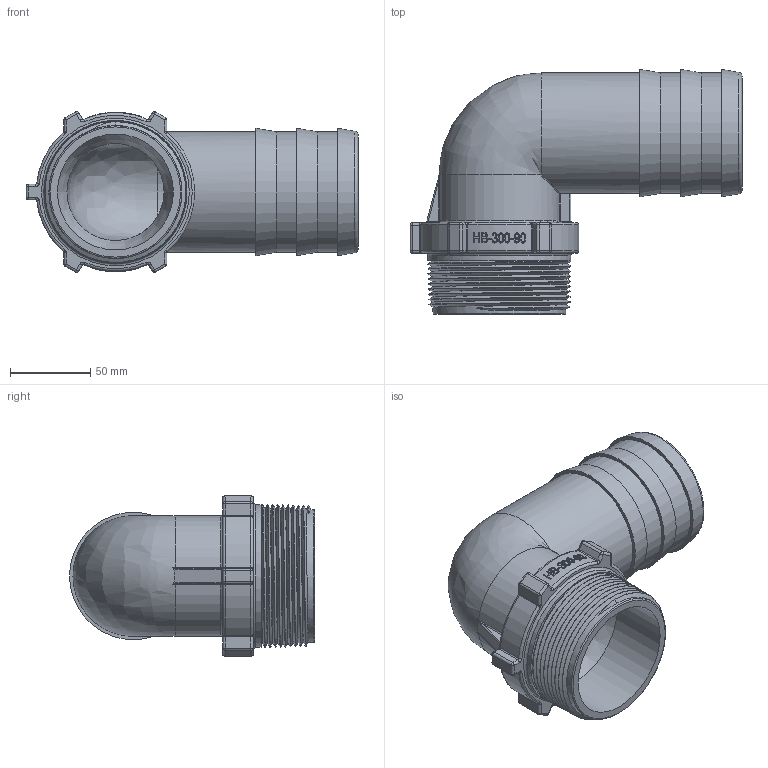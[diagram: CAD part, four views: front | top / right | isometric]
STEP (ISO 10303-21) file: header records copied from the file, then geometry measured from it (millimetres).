
FILE_DESCRIPTION(/* description */ ('3" NPT X 90 DEG HOSE BARB'),/* implementation_level */ '2;1');
FILE_NAME(/* name */ 'HB300-90.stp',/* time_stamp */ '2014-01-29T15:00:03-05:00',/* author */ ('DCerny'),/* organization */ (''),/* preprocessor_version */ 'ST-DEVELOPER v15.2',/* originating_system */ 'Autodesk Inventor 2014',/* authorisation */ '');
FILE_SCHEMA (('AUTOMOTIVE_DESIGN { 1 0 10303 214 3 1 1 }'));
Length unit declared in the file: inch
Products named in the file (1): HB300-90
Bounding box: 206.5 x 152.4 x 100.06 mm (x, y, z)
Volume: 467663 mm3; surface area: 129433.3 mm2
Topology: 1 solids, 1 shells, 580 faces, 1455 edges, 921 vertices
Faces by surface type: bspline 196, plane 179, cylinder 128, torus 39, sphere 22, cone 16
Full cylindrical faces by diameter (mm): 60.452 x2, 72.136 x1, 74.93 x3, 88.9 x2
Entity records: 45543 total; most frequent: CARTESIAN_POINT 33366, ORIENTED_EDGE 2796, DIRECTION 1996, EDGE_CURVE 1398, VERTEX_POINT 894, AXIS2_PLACEMENT_3D 732, EDGE_LOOP 634, ADVANCED_FACE 569
